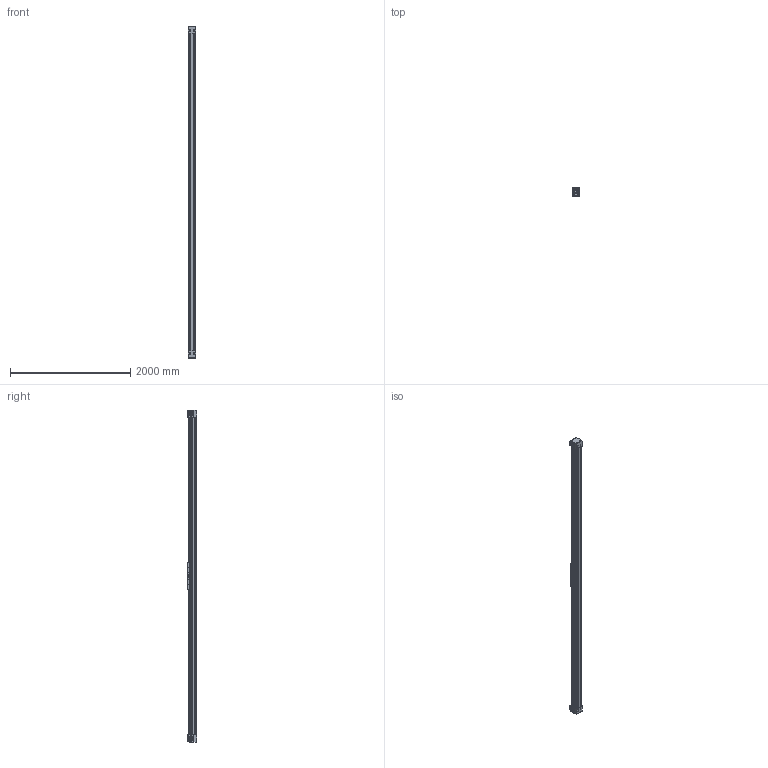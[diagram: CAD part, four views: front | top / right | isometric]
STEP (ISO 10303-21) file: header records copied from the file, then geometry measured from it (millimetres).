
FILE_DESCRIPTION (( 'STEP AP214' ), '1' );
FILE_NAME ('BLM100-4800.STEP', '2023-03-15T14:01:16', ( '' ), ( '' ), 'SwSTEP 2.0', 'SolidWorks 2023', '' );
FILE_SCHEMA (( 'AUTOMOTIVE_DESIGN' ));
Length unit declared in the file: millimetre
Products named in the file (1): BLM100-4800
Bounding box: 130 x 159 x 5520 mm (x, y, z)
Volume: 56398015.2 mm3; surface area: 5893284.6 mm2
Topology: 50 solids, 58 shells, 8911 faces, 25590 edges, 16892 vertices
Faces by surface type: plane 5206, cylinder 3357, torus 168, sphere 100, cone 56, bspline 24
Entity records: 396179 total; most frequent: CARTESIAN_POINT 58122, ORIENTED_EDGE 50684, DIRECTION 50282, EDGE_CURVE 25342, LINE 17702, VECTOR 17702, VERTEX_POINT 16756, AXIS2_PLACEMENT_3D 16290
